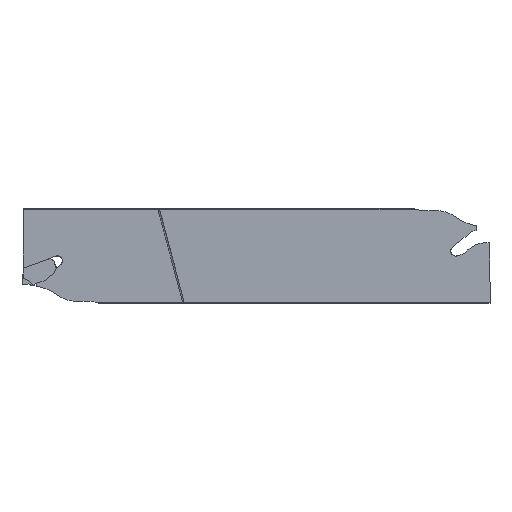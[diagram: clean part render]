
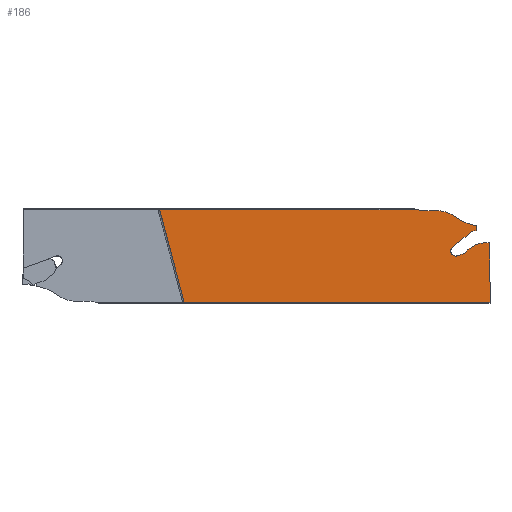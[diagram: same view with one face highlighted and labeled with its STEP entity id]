
A CAD part, top view. The second image highlights one B-rep face of the part: STEP entity #186.
In plain terms, the highlighted planar face has unit normal (0, 0, 1).
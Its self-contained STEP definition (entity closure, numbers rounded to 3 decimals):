
#38=(
BOUNDED_CURVE()
B_SPLINE_CURVE(4,(#2468,#2469,#2470,#2471,#2472,#2473,#2474,#2475),
 .UNSPECIFIED.,.F.,.F.)
B_SPLINE_CURVE_WITH_KNOTS((5,3,5),(0.,0.5,1.),.UNSPECIFIED.)
CURVE()
GEOMETRIC_REPRESENTATION_ITEM()
RATIONAL_B_SPLINE_CURVE((0.566,0.566,0.545,
0.566,0.566,0.545,0.566,
0.566))
REPRESENTATION_ITEM('')
);
#44=B_SPLINE_CURVE_WITH_KNOTS('',3,(#2426,#2427,#2428,#2429,#2430,#2431,
#2432),.UNSPECIFIED.,.F.,.F.,(4,3,4),(0.,0.741,1.),
 .UNSPECIFIED.);
#45=B_SPLINE_CURVE_WITH_KNOTS('',3,(#2463,#2464,#2465,#2466),
 .UNSPECIFIED.,.F.,.F.,(4,4),(0.,1.),.UNSPECIFIED.);
#117=CIRCLE('',#1677,118.2);
#118=CIRCLE('',#1678,0.2);
#119=CIRCLE('',#1679,0.2);
#120=CIRCLE('',#1680,20.117);
#121=CIRCLE('',#1681,8.);
#122=CIRCLE('',#1682,8.);
#123=CIRCLE('',#1683,9.);
#186=ADVANCED_FACE('',(#311),#253,.T.);
#253=PLANE('',#1684);
#311=FACE_OUTER_BOUND('',#392,.T.);
#392=EDGE_LOOP('',(#693,#694,#695,#696,#697,#698,#699,#700,#701,#702,#703,
#704,#705,#706,#707,#708,#709));
#693=ORIENTED_EDGE('',*,*,#1188,.F.);
#694=ORIENTED_EDGE('',*,*,#1189,.F.);
#695=ORIENTED_EDGE('',*,*,#1190,.F.);
#696=ORIENTED_EDGE('',*,*,#1191,.T.);
#697=ORIENTED_EDGE('',*,*,#1192,.T.);
#698=ORIENTED_EDGE('',*,*,#1193,.T.);
#699=ORIENTED_EDGE('',*,*,#1194,.T.);
#700=ORIENTED_EDGE('',*,*,#1195,.T.);
#701=ORIENTED_EDGE('',*,*,#1196,.T.);
#702=ORIENTED_EDGE('',*,*,#1197,.T.);
#703=ORIENTED_EDGE('',*,*,#1198,.T.);
#704=ORIENTED_EDGE('',*,*,#1199,.F.);
#705=ORIENTED_EDGE('',*,*,#1200,.T.);
#706=ORIENTED_EDGE('',*,*,#1201,.T.);
#707=ORIENTED_EDGE('',*,*,#1202,.F.);
#708=ORIENTED_EDGE('',*,*,#1203,.F.);
#709=ORIENTED_EDGE('',*,*,#1204,.F.);
#997=VERTEX_POINT('',#2433);
#998=VERTEX_POINT('',#2434);
#999=VERTEX_POINT('',#2436);
#1000=VERTEX_POINT('',#2438);
#1001=VERTEX_POINT('',#2440);
#1002=VERTEX_POINT('',#2442);
#1003=VERTEX_POINT('',#2444);
#1004=VERTEX_POINT('',#2446);
#1005=VERTEX_POINT('',#2448);
#1006=VERTEX_POINT('',#2450);
#1007=VERTEX_POINT('',#2452);
#1008=VERTEX_POINT('',#2454);
#1009=VERTEX_POINT('',#2456);
#1010=VERTEX_POINT('',#2458);
#1011=VERTEX_POINT('',#2460);
#1012=VERTEX_POINT('',#2462);
#1013=VERTEX_POINT('',#2467);
#1188=EDGE_CURVE('',#997,#998,#44,.T.);
#1189=EDGE_CURVE('',#999,#997,#117,.T.);
#1190=EDGE_CURVE('',#1000,#999,#118,.T.);
#1191=EDGE_CURVE('',#1000,#1001,#1386,.T.);
#1192=EDGE_CURVE('',#1001,#1002,#119,.T.);
#1193=EDGE_CURVE('',#1002,#1003,#120,.T.);
#1194=EDGE_CURVE('',#1003,#1004,#121,.T.);
#1195=EDGE_CURVE('',#1004,#1005,#1387,.T.);
#1196=EDGE_CURVE('',#1005,#1006,#122,.T.);
#1197=EDGE_CURVE('',#1006,#1007,#1388,.T.);
#1198=EDGE_CURVE('',#1007,#1008,#1389,.T.);
#1199=EDGE_CURVE('',#1009,#1008,#1390,.T.);
#1200=EDGE_CURVE('',#1009,#1010,#1391,.T.);
#1201=EDGE_CURVE('',#1010,#1011,#1392,.T.);
#1202=EDGE_CURVE('',#1012,#1011,#123,.T.);
#1203=EDGE_CURVE('',#1013,#1012,#45,.T.);
#1204=EDGE_CURVE('',#998,#1013,#38,.T.);
#1386=LINE('',#2439,#1534);
#1387=LINE('',#2447,#1535);
#1388=LINE('',#2451,#1536);
#1389=LINE('',#2453,#1537);
#1390=LINE('',#2455,#1538);
#1391=LINE('',#2457,#1539);
#1392=LINE('',#2459,#1540);
#1534=VECTOR('',#1983,1.);
#1535=VECTOR('',#1990,1.);
#1536=VECTOR('',#1993,1.);
#1537=VECTOR('',#1994,1.);
#1538=VECTOR('',#1995,1.);
#1539=VECTOR('',#1996,1.);
#1540=VECTOR('',#1997,1.);
#1677=AXIS2_PLACEMENT_3D('',#2435,#1979,#1980);
#1678=AXIS2_PLACEMENT_3D('',#2437,#1981,#1982);
#1679=AXIS2_PLACEMENT_3D('',#2441,#1984,#1985);
#1680=AXIS2_PLACEMENT_3D('',#2443,#1986,#1987);
#1681=AXIS2_PLACEMENT_3D('',#2445,#1988,#1989);
#1682=AXIS2_PLACEMENT_3D('',#2449,#1991,#1992);
#1683=AXIS2_PLACEMENT_3D('',#2461,#1998,#1999);
#1684=AXIS2_PLACEMENT_3D('',#2476,#2000,#2001);
#1979=DIRECTION('',(0.,0.,1.));
#1980=DIRECTION('',(0.,-1.,0.));
#1981=DIRECTION('',(0.,0.,-1.));
#1982=DIRECTION('',(0.,-1.,0.));
#1983=DIRECTION('',(0.,1.,0.));
#1984=DIRECTION('',(0.,0.,1.));
#1985=DIRECTION('',(0.,1.,0.));
#1986=DIRECTION('',(0.,0.,-1.));
#1987=DIRECTION('',(0.,1.,0.));
#1988=DIRECTION('',(0.,0.,1.));
#1989=DIRECTION('',(0.,1.,0.));
#1990=DIRECTION('',(-1.,0.,0.));
#1991=DIRECTION('',(0.,0.,-1.));
#1992=DIRECTION('',(0.,1.,0.));
#1993=DIRECTION('',(-1.,0.,0.));
#1994=DIRECTION('',(0.259,-0.966,0.));
#1995=DIRECTION('',(-1.,0.,0.));
#1996=DIRECTION('',(0.,1.,0.));
#1997=DIRECTION('',(-0.017,1.,0.));
#1998=DIRECTION('',(0.,0.,-1.));
#1999=DIRECTION('',(0.,-1.,0.));
#2000=DIRECTION('',(0.,0.,1.));
#2001=DIRECTION('',(0.,-1.,0.));
#2426=CARTESIAN_POINT('',(144.216,17.056,3.05));
#2427=CARTESIAN_POINT('',(142.735,15.85,3.05));
#2428=CARTESIAN_POINT('',(141.254,14.643,3.05));
#2429=CARTESIAN_POINT('',(139.772,13.436,3.05));
#2430=CARTESIAN_POINT('',(139.255,13.015,3.05));
#2431=CARTESIAN_POINT('',(138.739,12.594,3.05));
#2432=CARTESIAN_POINT('',(138.222,12.173,3.05));
#2433=CARTESIAN_POINT('',(144.216,17.056,3.05));
#2434=CARTESIAN_POINT('',(138.222,12.173,3.05));
#2435=CARTESIAN_POINT('',(180.245,-95.519,3.05));
#2436=CARTESIAN_POINT('',(145.85,17.566,3.05));
#2437=CARTESIAN_POINT('',(145.792,17.757,3.05));
#2438=CARTESIAN_POINT('',(145.992,17.757,3.05));
#2439=CARTESIAN_POINT('',(145.992,17.379,3.05));
#2440=CARTESIAN_POINT('',(145.992,18.789,3.05));
#2441=CARTESIAN_POINT('',(145.792,18.789,3.05));
#2442=CARTESIAN_POINT('',(145.836,18.984,3.05));
#2443=CARTESIAN_POINT('',(150.26,38.608,3.05));
#2444=CARTESIAN_POINT('',(138.455,22.32,3.05));
#2445=CARTESIAN_POINT('',(133.76,15.842,3.05));
#2446=CARTESIAN_POINT('',(133.76,23.842,3.05));
#2447=CARTESIAN_POINT('',(133.76,23.842,3.05));
#2448=CARTESIAN_POINT('',(129.26,23.842,3.05));
#2449=CARTESIAN_POINT('',(129.26,31.842,3.05));
#2450=CARTESIAN_POINT('',(127.114,24.135,3.05));
#2451=CARTESIAN_POINT('',(150.6,24.135,3.05));
#2452=CARTESIAN_POINT('',(43.937,24.135,3.05));
#2453=CARTESIAN_POINT('',(52.,-5.958,3.05));
#2454=CARTESIAN_POINT('',(51.874,-5.489,3.05));
#2455=CARTESIAN_POINT('',(150.6,-5.489,3.05));
#2456=CARTESIAN_POINT('',(150.26,-5.489,3.05));
#2457=CARTESIAN_POINT('',(150.26,-5.958,3.05));
#2458=CARTESIAN_POINT('',(150.26,0.882,3.05));
#2459=CARTESIAN_POINT('',(150.26,0.882,3.05));
#2460=CARTESIAN_POINT('',(150.039,13.553,3.05));
#2461=CARTESIAN_POINT('',(149.1,4.602,3.05));
#2462=CARTESIAN_POINT('',(142.01,10.145,3.05));
#2463=CARTESIAN_POINT('',(139.768,9.376,3.05));
#2464=CARTESIAN_POINT('',(140.516,9.631,3.05));
#2465=CARTESIAN_POINT('',(141.263,9.888,3.05));
#2466=CARTESIAN_POINT('',(142.01,10.145,3.05));
#2467=CARTESIAN_POINT('',(139.768,9.376,3.05));
#2468=CARTESIAN_POINT('',(138.222,12.173,3.05));
#2469=CARTESIAN_POINT('',(137.818,11.843,3.05));
#2470=CARTESIAN_POINT('',(137.466,11.258,3.05));
#2471=CARTESIAN_POINT('',(137.575,10.583,3.05));
#2472=CARTESIAN_POINT('',(138.079,9.671,3.05));
#2473=CARTESIAN_POINT('',(138.592,9.22,3.05));
#2474=CARTESIAN_POINT('',(139.276,9.207,3.05));
#2475=CARTESIAN_POINT('',(139.768,9.376,3.05));
#2476=CARTESIAN_POINT('',(150.6,-5.489,3.05));
